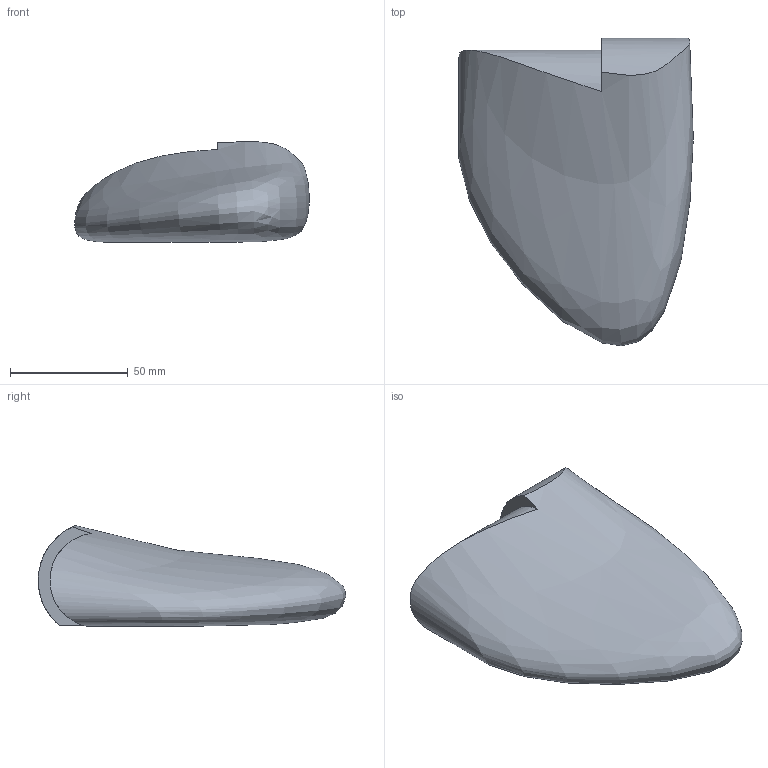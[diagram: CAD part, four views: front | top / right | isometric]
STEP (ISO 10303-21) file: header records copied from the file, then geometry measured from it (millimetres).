
FILE_DESCRIPTION (( 'STEP AP203' ), '1' );
FILE_NAME ('r_toe_Default_sldprt.STEP', '2020-01-15T12:30:24', ( '' ), ( '' ), 'SwSTEP 2.0', 'SolidWorks 2017', '' );
FILE_SCHEMA (( 'CONFIG_CONTROL_DESIGN' ));
Length unit declared in the file: millimetre
Products named in the file (1): r_toe_Default_sldprt
Bounding box: 99.45 x 130.48 x 42.79 mm (x, y, z)
Volume: 265690.1 mm3; surface area: 27828.5 mm2
Topology: 1 solids, 1 shells, 4 faces, 6 edges, 4 vertices
Faces by surface type: cylinder 2, bspline 1, plane 1
Entity records: 402 total; most frequent: CARTESIAN_POINT 259, ORIENTED_EDGE 12, DIRECTION 12, PERSON_AND_ORGANIZATION 8, AXIS2_PLACEMENT_3D 6, EDGE_CURVE 6, COORDINATED_UNIVERSAL_TIME_OFFSET 5, CC_DESIGN_PERSON_AND_ORGANIZATION_ASSIGNMENT 5
